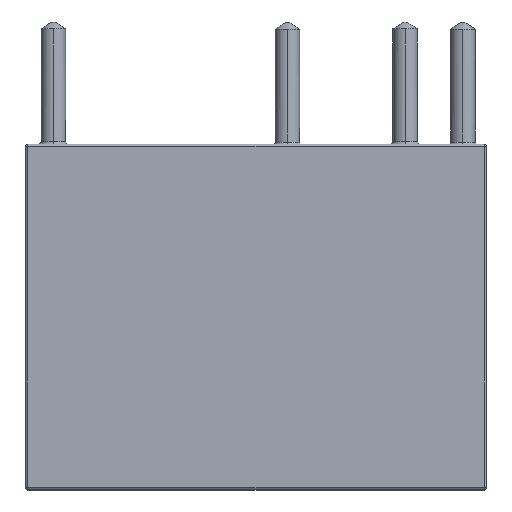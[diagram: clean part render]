
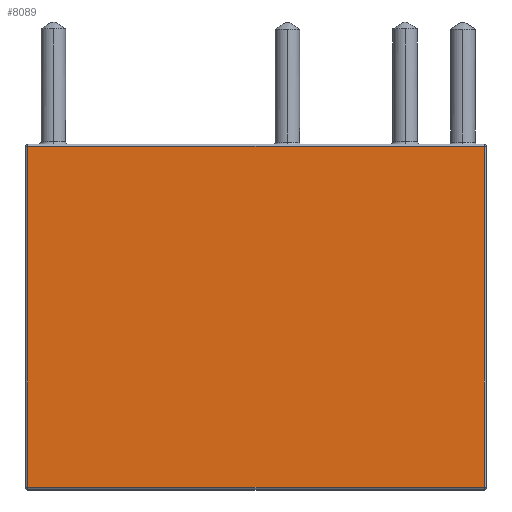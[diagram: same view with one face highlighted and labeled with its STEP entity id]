
A CAD part, top view. The second image highlights one B-rep face of the part: STEP entity #8089.
In plain terms, the highlighted planar face has unit normal (0, 0, 1).
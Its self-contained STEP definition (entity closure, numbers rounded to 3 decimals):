
#12 = DIRECTION ( 'NONE',  ( 1., 0., 0. ) ) ;
#241 = AXIS2_PLACEMENT_3D ( 'NONE', #7248, #10519, #9801 ) ;
#401 = EDGE_LOOP ( 'NONE', ( #9984, #4759, #9886, #1875 ) ) ;
#448 = VECTOR ( 'NONE', #570, 1000. ) ;
#570 = DIRECTION ( 'NONE',  ( -1., 0., 0. ) ) ;
#812 = LINE ( 'NONE', #8447, #1473 ) ;
#875 = EDGE_CURVE ( 'NONE', #953, #2459, #812, .T. ) ;
#953 = VERTEX_POINT ( 'NONE', #1878 ) ;
#1009 = VECTOR ( 'NONE', #9780, 1000. ) ;
#1294 = PLANE ( 'NONE',  #241 ) ;
#1473 = VECTOR ( 'NONE', #12, 1000. ) ;
#1731 = CARTESIAN_POINT ( 'NONE',  ( 0., 0.1, 0. ) ) ;
#1875 = ORIENTED_EDGE ( 'NONE', *, *, #875, .F. ) ;
#1878 = CARTESIAN_POINT ( 'NONE',  ( 0.1, 14.9, 0. ) ) ;
#2459 = VERTEX_POINT ( 'NONE', #3563 ) ;
#2555 = CARTESIAN_POINT ( 'NONE',  ( 19.9, 0.1, 0. ) ) ;
#3563 = CARTESIAN_POINT ( 'NONE',  ( 19.9, 14.9, 0. ) ) ;
#4611 = EDGE_CURVE ( 'NONE', #10679, #953, #6268, .T. ) ;
#4759 = ORIENTED_EDGE ( 'NONE', *, *, #10206, .F. ) ;
#5763 = CARTESIAN_POINT ( 'NONE',  ( 0.1, 0.1, 0. ) ) ;
#6268 = LINE ( 'NONE', #7034, #7437 ) ;
#7034 = CARTESIAN_POINT ( 'NONE',  ( 0.1, 15., 0. ) ) ;
#7137 = EDGE_CURVE ( 'NONE', #2459, #9217, #9678, .T. ) ;
#7215 = LINE ( 'NONE', #1731, #448 ) ;
#7248 = CARTESIAN_POINT ( 'NONE',  ( 0., 15., 0. ) ) ;
#7437 = VECTOR ( 'NONE', #10357, 1000. ) ;
#8089 = ADVANCED_FACE ( 'NONE', ( #10352 ), #1294, .F. ) ;
#8447 = CARTESIAN_POINT ( 'NONE',  ( 0., 14.9, 0. ) ) ;
#8921 = CARTESIAN_POINT ( 'NONE',  ( 19.9, 15., 0. ) ) ;
#9217 = VERTEX_POINT ( 'NONE', #2555 ) ;
#9678 = LINE ( 'NONE', #8921, #1009 ) ;
#9780 = DIRECTION ( 'NONE',  ( 0., -1., 0. ) ) ;
#9801 = DIRECTION ( 'NONE',  ( -1., 0., 0. ) ) ;
#9886 = ORIENTED_EDGE ( 'NONE', *, *, #7137, .F. ) ;
#9984 = ORIENTED_EDGE ( 'NONE', *, *, #4611, .F. ) ;
#10206 = EDGE_CURVE ( 'NONE', #9217, #10679, #7215, .T. ) ;
#10352 = FACE_OUTER_BOUND ( 'NONE', #401, .T. ) ;
#10357 = DIRECTION ( 'NONE',  ( 0., 1., 0. ) ) ;
#10519 = DIRECTION ( 'NONE',  ( 0., 0., -1. ) ) ;
#10679 = VERTEX_POINT ( 'NONE', #5763 ) ;
